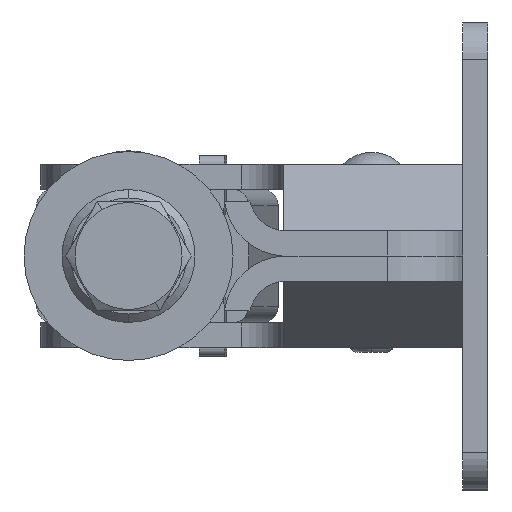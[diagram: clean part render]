
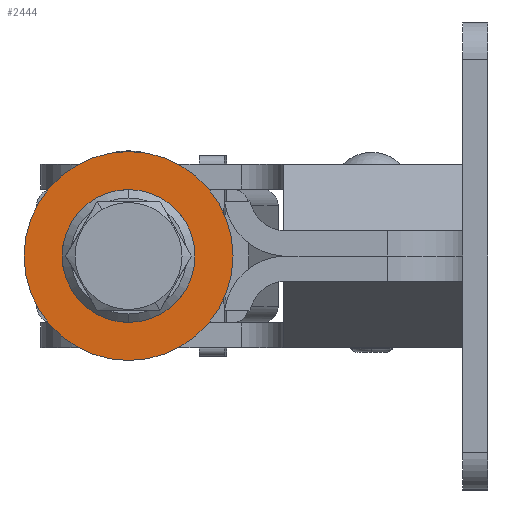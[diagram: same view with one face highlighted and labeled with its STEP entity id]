
A CAD part, left-side view. The second image highlights one B-rep face of the part: STEP entity #2444.
In plain terms, the highlighted planar face has unit normal (-1, 0, 0).
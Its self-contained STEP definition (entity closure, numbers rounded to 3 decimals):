
#240 = EDGE_CURVE ( 'NONE', #3197, #3230, #7527, .T. ) ;
#350 = CARTESIAN_POINT ( 'NONE',  ( 0., 43., -10.986 ) ) ;
#365 = AXIS2_PLACEMENT_3D ( 'NONE', #1136, #1413, #1167 ) ;
#379 = CARTESIAN_POINT ( 'NONE',  ( 0., 43., -3.036 ) ) ;
#520 = CIRCLE ( 'NONE', #365, 7.95 ) ;
#1136 = CARTESIAN_POINT ( 'NONE',  ( 0., 43., -10.986 ) ) ;
#1167 = DIRECTION ( 'NONE',  ( 0., 0., -1. ) ) ;
#1413 = DIRECTION ( 'NONE',  ( 1., 0., 0. ) ) ;
#1458 = CARTESIAN_POINT ( 'NONE',  ( 0., 43., -10.986 ) ) ;
#1524 = DIRECTION ( 'NONE',  ( 1., 0., 0. ) ) ;
#1753 = CARTESIAN_POINT ( 'NONE',  ( 0., 43., -10.986 ) ) ;
#2140 = CARTESIAN_POINT ( 'NONE',  ( 0., 43., -18.936 ) ) ;
#2203 = PLANE ( 'NONE',  #7345 ) ;
#2444 = ADVANCED_FACE ( 'NONE', ( #5082, #7752 ), #2203, .F. ) ;
#2497 = AXIS2_PLACEMENT_3D ( 'NONE', #5759, #4172, #6351 ) ;
#2808 = ORIENTED_EDGE ( 'NONE', *, *, #3640, .F. ) ;
#2841 = DIRECTION ( 'NONE',  ( 0., 0., -1. ) ) ;
#3139 = DIRECTION ( 'NONE',  ( 1., 0., 0. ) ) ;
#3197 = VERTEX_POINT ( 'NONE', #2140 ) ;
#3230 = VERTEX_POINT ( 'NONE', #379 ) ;
#3418 = DIRECTION ( 'NONE',  ( 1., 0., 0. ) ) ;
#3524 = AXIS2_PLACEMENT_3D ( 'NONE', #1753, #3418, #2841 ) ;
#3640 = EDGE_CURVE ( 'NONE', #7573, #6385, #5155, .T. ) ;
#3803 = AXIS2_PLACEMENT_3D ( 'NONE', #350, #3139, #5292 ) ;
#3855 = CARTESIAN_POINT ( 'NONE',  ( 0., 43., -23.486 ) ) ;
#3881 = CIRCLE ( 'NONE', #3803, 12.5 ) ;
#4172 = DIRECTION ( 'NONE',  ( 1., 0., 0. ) ) ;
#4972 = EDGE_LOOP ( 'NONE', ( #5884, #7720 ) ) ;
#5082 = FACE_BOUND ( 'NONE', #4972, .T. ) ;
#5155 = CIRCLE ( 'NONE', #3524, 12.5 ) ;
#5223 = EDGE_CURVE ( 'NONE', #3230, #3197, #520, .T. ) ;
#5292 = DIRECTION ( 'NONE',  ( 0., 0., -1. ) ) ;
#5481 = CARTESIAN_POINT ( 'NONE',  ( 0., 43., 1.514 ) ) ;
#5581 = EDGE_CURVE ( 'NONE', #6385, #7573, #3881, .T. ) ;
#5759 = CARTESIAN_POINT ( 'NONE',  ( 0., 43., -10.986 ) ) ;
#5884 = ORIENTED_EDGE ( 'NONE', *, *, #5223, .T. ) ;
#6351 = DIRECTION ( 'NONE',  ( 0., 0., -1. ) ) ;
#6385 = VERTEX_POINT ( 'NONE', #3855 ) ;
#6650 = ORIENTED_EDGE ( 'NONE', *, *, #5581, .F. ) ;
#7345 = AXIS2_PLACEMENT_3D ( 'NONE', #1458, #1524, #7432 ) ;
#7381 = EDGE_LOOP ( 'NONE', ( #2808, #6650 ) ) ;
#7432 = DIRECTION ( 'NONE',  ( 0., 0., -1. ) ) ;
#7527 = CIRCLE ( 'NONE', #2497, 7.95 ) ;
#7573 = VERTEX_POINT ( 'NONE', #5481 ) ;
#7720 = ORIENTED_EDGE ( 'NONE', *, *, #240, .T. ) ;
#7752 = FACE_OUTER_BOUND ( 'NONE', #7381, .T. ) ;
